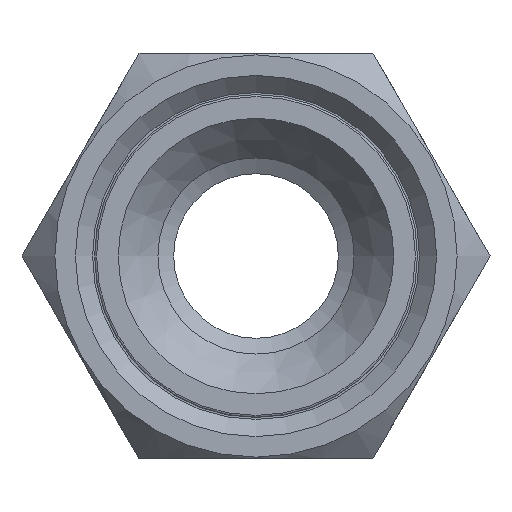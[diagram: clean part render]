
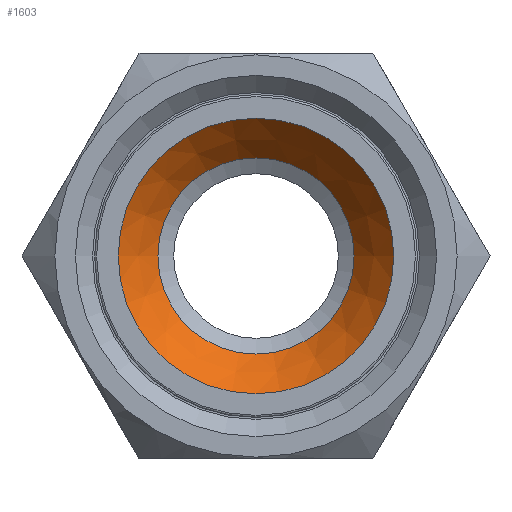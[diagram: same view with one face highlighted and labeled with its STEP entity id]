
A CAD part, left-side view. The second image highlights one B-rep face of the part: STEP entity #1603.
In plain terms, the highlighted conical face has half-angle 39.5 degrees and reference radius 4.318 mm.
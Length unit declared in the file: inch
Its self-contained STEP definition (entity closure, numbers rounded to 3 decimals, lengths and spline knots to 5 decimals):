
#334=FACE_BOUND('',#484,.T.);
#366=FACE_OUTER_BOUND('',#483,.T.);
#483=EDGE_LOOP('',(#1118));
#484=EDGE_LOOP('',(#1119));
#632=CIRCLE('',#1724,0.242);
#633=CIRCLE('',#1725,0.34);
#735=VERTEX_POINT('',#2436);
#736=VERTEX_POINT('',#2438);
#884=EDGE_CURVE('',#735,#735,#632,.T.);
#885=EDGE_CURVE('',#736,#736,#633,.T.);
#1118=ORIENTED_EDGE('',*,*,#884,.F.);
#1119=ORIENTED_EDGE('',*,*,#885,.F.);
#1586=CONICAL_SURFACE('',#1723,0.17,39.5);
#1603=ADVANCED_FACE('',(#366,#334),#1586,.F.);
#1723=AXIS2_PLACEMENT_3D('',#2435,#1936,#1937);
#1724=AXIS2_PLACEMENT_3D('',#2437,#1938,#1939);
#1725=AXIS2_PLACEMENT_3D('',#2439,#1940,#1941);
#1936=DIRECTION('center_axis',(-1.,0.,0.));
#1937=DIRECTION('ref_axis',(0.,-1.,0.));
#1938=DIRECTION('center_axis',(-1.,0.,0.));
#1939=DIRECTION('ref_axis',(0.,-1.,0.));
#1940=DIRECTION('center_axis',(1.,0.,0.));
#1941=DIRECTION('ref_axis',(0.,-1.,0.));
#2435=CARTESIAN_POINT('Origin',(0.20623,0.,
0.));
#2436=CARTESIAN_POINT('',(0.11888,0.242,0.));
#2437=CARTESIAN_POINT('Origin',(0.11888,0.,0.));
#2438=CARTESIAN_POINT('',(0.,-0.34,0.));
#2439=CARTESIAN_POINT('Origin',(0.,0.,0.));
